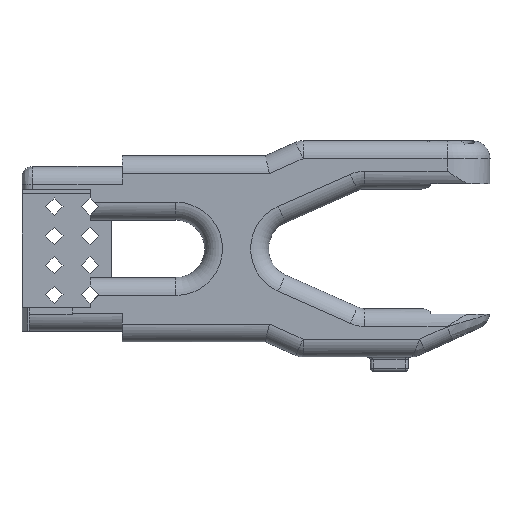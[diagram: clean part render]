
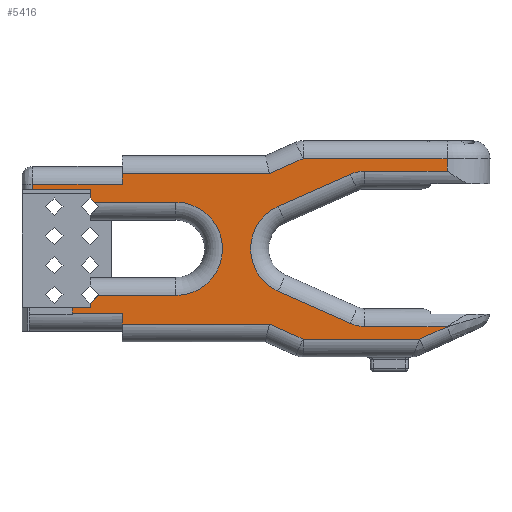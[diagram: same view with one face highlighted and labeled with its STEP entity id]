
A CAD part, front view. The second image highlights one B-rep face of the part: STEP entity #5416.
In plain terms, the highlighted planar face has unit normal (0, -1, 0).
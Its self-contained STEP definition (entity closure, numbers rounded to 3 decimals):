
#220=PLANE('',#5949);
#432=LINE('',#9480,#923);
#434=LINE('',#9485,#925);
#535=LINE('',#9754,#1026);
#540=LINE('',#9764,#1031);
#542=LINE('',#9770,#1033);
#543=LINE('',#9775,#1034);
#579=LINE('',#9908,#1070);
#581=LINE('',#9924,#1072);
#582=LINE('',#9932,#1073);
#583=LINE('',#9946,#1074);
#617=LINE('',#10102,#1108);
#618=LINE('',#10108,#1109);
#624=LINE('',#10127,#1115);
#642=LINE('',#10245,#1133);
#651=LINE('',#10269,#1142);
#656=LINE('',#10291,#1147);
#669=LINE('',#10334,#1160);
#670=LINE('',#10339,#1161);
#671=LINE('',#10341,#1162);
#674=LINE('',#10351,#1165);
#675=LINE('',#10367,#1166);
#687=LINE('',#10418,#1178);
#697=LINE('',#10602,#1188);
#698=LINE('',#10605,#1189);
#699=LINE('',#10606,#1190);
#700=LINE('',#10607,#1191);
#701=LINE('',#10608,#1192);
#923=VECTOR('',#6561,10.);
#925=VECTOR('',#6565,10.);
#1026=VECTOR('',#6808,10.);
#1031=VECTOR('',#6817,10.);
#1033=VECTOR('',#6823,21.);
#1034=VECTOR('',#6828,10.);
#1070=VECTOR('',#6946,10.);
#1072=VECTOR('',#6958,10.);
#1073=VECTOR('',#6969,10.);
#1074=VECTOR('',#6978,10.);
#1108=VECTOR('',#7112,10.);
#1109=VECTOR('',#7121,10.);
#1115=VECTOR('',#7141,8.3);
#1133=VECTOR('',#7209,10.);
#1142=VECTOR('',#7236,10.);
#1147=VECTOR('',#7261,10.);
#1160=VECTOR('',#7310,10.);
#1161=VECTOR('',#7317,10.);
#1162=VECTOR('',#7320,10.);
#1165=VECTOR('',#7329,10.);
#1166=VECTOR('',#7340,10.);
#1178=VECTOR('',#7376,10.);
#1188=VECTOR('',#7432,10.);
#1189=VECTOR('',#7435,10.);
#1190=VECTOR('',#7436,10.);
#1191=VECTOR('',#7437,10.);
#1192=VECTOR('',#7438,10.);
#1641=FACE_OUTER_BOUND('',#1974,.T.);
#1974=EDGE_LOOP('',(#4947,#4948,#4949,#4950,#4951,#4952,#4953,#4954,#4955,
#4956,#4957,#4958,#4959,#4960,#4961,#4962,#4963,#4964,#4965,#4966,#4967,
#4968,#4969,#4970,#4971,#4972,#4973,#4974,#4975,#4976,#4977));
#2167=CIRCLE('',#5767,10.);
#2170=CIRCLE('',#5772,13.);
#2173=CIRCLE('',#5777,10.);
#2200=CIRCLE('',#5831,13.);
#2454=VERTEX_POINT('',#9474);
#2456=VERTEX_POINT('',#9478);
#2457=VERTEX_POINT('',#9482);
#2458=VERTEX_POINT('',#9484);
#2550=VERTEX_POINT('',#9750);
#2552=VERTEX_POINT('',#9753);
#2554=VERTEX_POINT('',#9759);
#2557=VERTEX_POINT('',#9767);
#2558=VERTEX_POINT('',#9772);
#2599=VERTEX_POINT('',#9905);
#2600=VERTEX_POINT('',#9907);
#2602=VERTEX_POINT('',#9918);
#2603=VERTEX_POINT('',#9922);
#2604=VERTEX_POINT('',#9926);
#2605=VERTEX_POINT('',#9930);
#2606=VERTEX_POINT('',#9934);
#2608=VERTEX_POINT('',#9939);
#2642=VERTEX_POINT('',#10100);
#2643=VERTEX_POINT('',#10104);
#2648=VERTEX_POINT('',#10124);
#2671=VERTEX_POINT('',#10242);
#2678=VERTEX_POINT('',#10267);
#2684=VERTEX_POINT('',#10288);
#2685=VERTEX_POINT('',#10290);
#2696=VERTEX_POINT('',#10328);
#2697=VERTEX_POINT('',#10333);
#2698=VERTEX_POINT('',#10337);
#2702=VERTEX_POINT('',#10349);
#2705=VERTEX_POINT('',#10364);
#2736=VERTEX_POINT('',#10600);
#2737=VERTEX_POINT('',#10604);
#3055=EDGE_CURVE('',#2454,#2456,#432,.T.);
#3057=EDGE_CURVE('',#2458,#2457,#434,.T.);
#3186=EDGE_CURVE('',#2552,#2550,#535,.T.);
#3192=EDGE_CURVE('',#2554,#2454,#540,.T.);
#3195=EDGE_CURVE('',#2458,#2557,#542,.T.);
#3197=EDGE_CURVE('',#2457,#2558,#543,.T.);
#3258=EDGE_CURVE('',#2599,#2600,#579,.T.);
#3262=EDGE_CURVE('',#2602,#2599,#2167,.T.);
#3264=EDGE_CURVE('',#2603,#2602,#581,.T.);
#3266=EDGE_CURVE('',#2604,#2603,#2170,.T.);
#3268=EDGE_CURVE('',#2605,#2604,#582,.T.);
#3270=EDGE_CURVE('',#2606,#2605,#2173,.T.);
#3272=EDGE_CURVE('',#2608,#2606,#583,.T.);
#3337=EDGE_CURVE('',#2642,#2558,#617,.T.);
#3339=EDGE_CURVE('',#2643,#2642,#2200,.T.);
#3340=EDGE_CURVE('',#2554,#2643,#618,.T.);
#3349=EDGE_CURVE('',#2648,#2608,#624,.T.);
#3385=EDGE_CURVE('',#2671,#2648,#642,.T.);
#3399=EDGE_CURVE('',#2678,#2671,#651,.T.);
#3409=EDGE_CURVE('',#2684,#2685,#656,.T.);
#3431=EDGE_CURVE('',#2696,#2697,#669,.T.);
#3434=EDGE_CURVE('',#2698,#2678,#670,.T.);
#3435=EDGE_CURVE('',#2697,#2684,#671,.T.);
#3440=EDGE_CURVE('',#2702,#2698,#674,.T.);
#3445=EDGE_CURVE('',#2705,#2702,#675,.T.);
#3464=EDGE_CURVE('',#2557,#2705,#687,.T.);
#3500=EDGE_CURVE('',#2736,#2600,#697,.T.);
#3501=EDGE_CURVE('',#2736,#2737,#698,.T.);
#3502=EDGE_CURVE('',#2456,#2552,#699,.T.);
#3503=EDGE_CURVE('',#2685,#2550,#700,.T.);
#3504=EDGE_CURVE('',#2737,#2696,#701,.T.);
#4947=ORIENTED_EDGE('',*,*,#3501,.F.);
#4948=ORIENTED_EDGE('',*,*,#3500,.T.);
#4949=ORIENTED_EDGE('',*,*,#3258,.F.);
#4950=ORIENTED_EDGE('',*,*,#3262,.F.);
#4951=ORIENTED_EDGE('',*,*,#3264,.F.);
#4952=ORIENTED_EDGE('',*,*,#3266,.F.);
#4953=ORIENTED_EDGE('',*,*,#3268,.F.);
#4954=ORIENTED_EDGE('',*,*,#3270,.F.);
#4955=ORIENTED_EDGE('',*,*,#3272,.F.);
#4956=ORIENTED_EDGE('',*,*,#3349,.F.);
#4957=ORIENTED_EDGE('',*,*,#3385,.F.);
#4958=ORIENTED_EDGE('',*,*,#3399,.F.);
#4959=ORIENTED_EDGE('',*,*,#3434,.F.);
#4960=ORIENTED_EDGE('',*,*,#3440,.F.);
#4961=ORIENTED_EDGE('',*,*,#3445,.F.);
#4962=ORIENTED_EDGE('',*,*,#3464,.F.);
#4963=ORIENTED_EDGE('',*,*,#3195,.F.);
#4964=ORIENTED_EDGE('',*,*,#3057,.T.);
#4965=ORIENTED_EDGE('',*,*,#3197,.T.);
#4966=ORIENTED_EDGE('',*,*,#3337,.F.);
#4967=ORIENTED_EDGE('',*,*,#3339,.F.);
#4968=ORIENTED_EDGE('',*,*,#3340,.F.);
#4969=ORIENTED_EDGE('',*,*,#3192,.T.);
#4970=ORIENTED_EDGE('',*,*,#3055,.T.);
#4971=ORIENTED_EDGE('',*,*,#3502,.T.);
#4972=ORIENTED_EDGE('',*,*,#3186,.T.);
#4973=ORIENTED_EDGE('',*,*,#3503,.F.);
#4974=ORIENTED_EDGE('',*,*,#3409,.F.);
#4975=ORIENTED_EDGE('',*,*,#3435,.F.);
#4976=ORIENTED_EDGE('',*,*,#3431,.F.);
#4977=ORIENTED_EDGE('',*,*,#3504,.F.);
#5416=ADVANCED_FACE('',(#1641),#220,.F.);
#5767=AXIS2_PLACEMENT_3D('',#9920,#6952,#6953);
#5772=AXIS2_PLACEMENT_3D('',#9928,#6963,#6964);
#5777=AXIS2_PLACEMENT_3D('',#9936,#6974,#6975);
#5831=AXIS2_PLACEMENT_3D('',#10106,#7117,#7118);
#5949=AXIS2_PLACEMENT_3D('',#10603,#7433,#7434);
#6561=DIRECTION('',(0.,0.,-1.));
#6565=DIRECTION('',(0.,0.,-1.));
#6808=DIRECTION('',(0.,0.,-1.));
#6817=DIRECTION('',(-0.714,0.,-0.7));
#6823=DIRECTION('',(-1.,0.,0.));
#6828=DIRECTION('',(0.714,0.,-0.7));
#6946=DIRECTION('',(1.,0.,0.));
#6952=DIRECTION('center_axis',(0.,-1.,0.));
#6953=DIRECTION('ref_axis',(-0.208,0.,-0.978));
#6958=DIRECTION('',(0.914,0.,-0.407));
#6963=DIRECTION('center_axis',(0.,-1.,0.));
#6964=DIRECTION('ref_axis',(-1.,0.,0.));
#6969=DIRECTION('',(-0.914,0.,-0.407));
#6974=DIRECTION('center_axis',(0.,-1.,0.));
#6975=DIRECTION('ref_axis',(-0.208,0.,0.978));
#6978=DIRECTION('',(-1.,0.,0.));
#7112=DIRECTION('',(-1.,0.,0.));
#7117=DIRECTION('center_axis',(0.,-1.,0.));
#7118=DIRECTION('ref_axis',(1.,0.,0.));
#7121=DIRECTION('',(1.,0.,0.));
#7141=DIRECTION('',(0.,0.,-1.));
#7209=DIRECTION('',(1.,0.,0.));
#7236=DIRECTION('',(0.914,0.,0.407));
#7261=DIRECTION('',(0.,0.,1.));
#7310=DIRECTION('',(-0.914,0.,0.407));
#7317=DIRECTION('',(1.,0.,0.));
#7320=DIRECTION('',(-1.,0.,0.));
#7329=DIRECTION('',(0.,0.,1.));
#7340=DIRECTION('',(1.,0.,0.));
#7376=DIRECTION('',(0.,0.,1.));
#7432=DIRECTION('',(0.,0.,1.));
#7433=DIRECTION('center_axis',(0.,1.,0.));
#7434=DIRECTION('ref_axis',(0.,0.,1.));
#7435=DIRECTION('',(-0.91,0.,-0.414));
#7436=DIRECTION('',(-1.,0.,0.));
#7437=DIRECTION('',(-1.,0.,0.));
#7438=DIRECTION('',(-1.,0.,0.));
#9474=CARTESIAN_POINT('',(-34.85,-44.,-15.2));
#9478=CARTESIAN_POINT('',(-34.85,-44.,-16.4));
#9480=CARTESIAN_POINT('',(-34.85,-44.,21.6));
#9482=CARTESIAN_POINT('',(-34.85,-44.,14.2));
#9484=CARTESIAN_POINT('',(-34.85,-44.,16.6));
#9485=CARTESIAN_POINT('',(-34.85,-44.,21.6));
#9750=CARTESIAN_POINT('',(-39.85,-44.,-18.));
#9753=CARTESIAN_POINT('',(-39.85,-44.,-16.4));
#9754=CARTESIAN_POINT('',(-39.85,-44.,12.5));
#9759=CARTESIAN_POINT('',(-32.603,-44.,-13.));
#9764=CARTESIAN_POINT('',(-31.234,-44.,-11.659));
#9767=CARTESIAN_POINT('',(-50.85,-44.,16.6));
#9770=CARTESIAN_POINT('',(-29.85,-44.,16.6));
#9772=CARTESIAN_POINT('',(-33.625,-44.,13.));
#9775=CARTESIAN_POINT('',(-43.981,-44.,23.142));
#9905=CARTESIAN_POINT('',(41.912,-44.,-21.7));
#9907=CARTESIAN_POINT('',(64.85,-44.,-21.7));
#9908=CARTESIAN_POINT('',(0.,-44.,-21.7));
#9918=CARTESIAN_POINT('',(37.846,-44.,-20.836));
#9920=CARTESIAN_POINT('Origin',(41.912,-44.,-11.7));
#9922=CARTESIAN_POINT('',(17.714,-44.,-11.877));
#9924=CARTESIAN_POINT('',(-13.041,-44.,1.81));
#9926=CARTESIAN_POINT('',(17.714,-44.,11.877));
#9928=CARTESIAN_POINT('Origin',(23.,-44.,0.));
#9930=CARTESIAN_POINT('',(37.846,-44.,20.836));
#9932=CARTESIAN_POINT('',(-3.755,-44.,2.323));
#9934=CARTESIAN_POINT('',(41.912,-44.,21.7));
#9936=CARTESIAN_POINT('Origin',(41.912,-44.,11.7));
#9939=CARTESIAN_POINT('',(64.85,-44.,21.7));
#9946=CARTESIAN_POINT('',(0.,-44.,21.7));
#10100=CARTESIAN_POINT('',(-10.85,-44.,13.));
#10102=CARTESIAN_POINT('',(-41.85,-44.,13.));
#10104=CARTESIAN_POINT('',(-10.85,-44.,-13.));
#10106=CARTESIAN_POINT('Origin',(-10.85,-44.,0.));
#10108=CARTESIAN_POINT('',(-49.85,-44.,-13.));
#10124=CARTESIAN_POINT('',(64.85,-44.,25.2));
#10127=CARTESIAN_POINT('',(64.85,-44.,30.));
#10242=CARTESIAN_POINT('',(24.65,-44.,25.2));
#10245=CARTESIAN_POINT('',(-19.675,-44.,25.2));
#10267=CARTESIAN_POINT('',(15.212,-44.,21.));
#10269=CARTESIAN_POINT('',(-12.254,-44.,8.777));
#10288=CARTESIAN_POINT('',(-25.85,-44.,-21.));
#10290=CARTESIAN_POINT('',(-25.85,-44.,-18.));
#10291=CARTESIAN_POINT('',(-25.85,-44.,12.5));
#10328=CARTESIAN_POINT('',(24.65,-44.,-25.2));
#10333=CARTESIAN_POINT('',(15.212,-44.,-21.));
#10334=CARTESIAN_POINT('',(-26.26,-44.,-2.544));
#10337=CARTESIAN_POINT('',(-25.85,-44.,21.));
#10339=CARTESIAN_POINT('',(-19.675,-44.,21.));
#10341=CARTESIAN_POINT('',(-19.675,-44.,-21.));
#10349=CARTESIAN_POINT('',(-25.85,-44.,18.));
#10351=CARTESIAN_POINT('',(-25.85,-44.,24.));
#10364=CARTESIAN_POINT('',(-50.85,-44.,18.));
#10367=CARTESIAN_POINT('',(-45.35,-44.,18.));
#10418=CARTESIAN_POINT('',(-50.85,-44.,-5.));
#10600=CARTESIAN_POINT('',(64.85,-44.,-21.761));
#10602=CARTESIAN_POINT('',(64.85,-44.,-25.));
#10603=CARTESIAN_POINT('Origin',(-64.85,-44.,25.));
#10604=CARTESIAN_POINT('',(57.283,-44.,-25.2));
#10605=CARTESIAN_POINT('',(25.084,-44.,-39.836));
#10606=CARTESIAN_POINT('',(-49.85,-44.,-16.4));
#10607=CARTESIAN_POINT('',(-45.35,-44.,-18.));
#10608=CARTESIAN_POINT('',(-19.675,-44.,-25.2));
